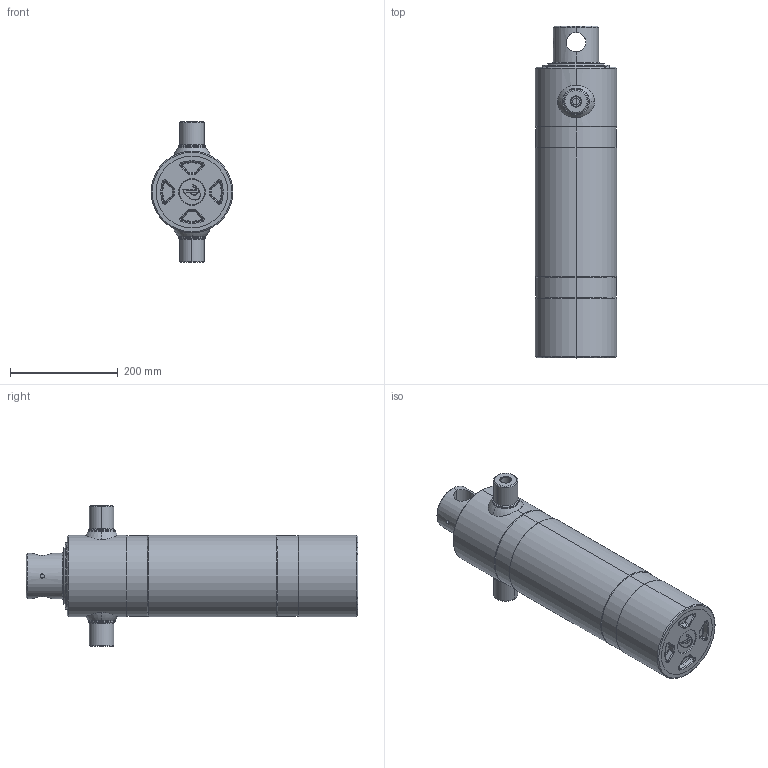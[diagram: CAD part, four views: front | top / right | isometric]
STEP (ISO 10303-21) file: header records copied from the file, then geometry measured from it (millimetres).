
FILE_DESCRIPTION (( 'STEP AP203' ), '1' );
FILE_NAME ('313.H.STEP', '2014-10-13T09:53:41', ( '' ), ( '' ), 'SwSTEP 2.0', 'SolidWorks 2013', '' );
FILE_SCHEMA (( 'CONFIG_CONTROL_DESIGN' ));
Length unit declared in the file: millimetre
Products named in the file (1): 313.H
Bounding box: 151.5 x 615 x 260.5 mm (x, y, z)
Surface area: 834362.6 mm2 (no closed solid volume)
Topology: 0 solids, 13 shells, 249 faces, 638 edges, 393 vertices
Faces by surface type: cylinder 75, torus 72, cone 68, plane 27, bspline 6, sphere 1
Entity records: 9432 total; most frequent: CARTESIAN_POINT 3287, DIRECTION 1432, ORIENTED_EDGE 1130, EDGE_CURVE 636, AXIS2_PLACEMENT_3D 614, VERTEX_POINT 392, CIRCLE 370, EDGE_LOOP 263
